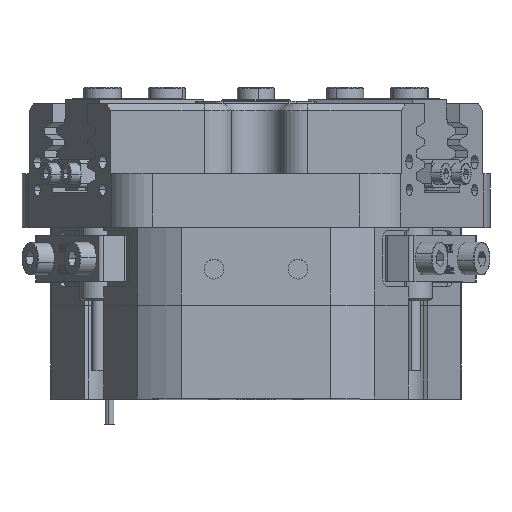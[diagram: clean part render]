
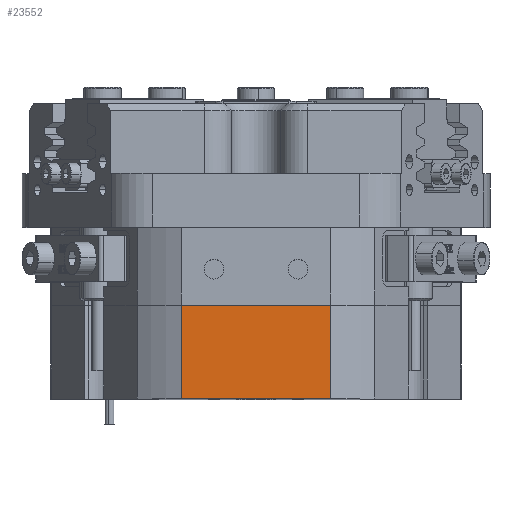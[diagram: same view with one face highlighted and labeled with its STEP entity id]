
A CAD part, top view. The second image highlights one B-rep face of the part: STEP entity #23552.
In plain terms, the highlighted planar face has unit normal (0, 0, 1).
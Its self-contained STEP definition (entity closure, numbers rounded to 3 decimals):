
#292 = ORIENTED_EDGE ( 'NONE', *, *, #37257, .T. ) ;
#1225 = VERTEX_POINT ( 'NONE', #5807 ) ;
#1468 = EDGE_CURVE ( 'NONE', #1225, #4014, #36217, .T. ) ;
#4014 = VERTEX_POINT ( 'NONE', #52871 ) ;
#4142 = DIRECTION ( 'NONE',  ( 0., 1., 0. ) ) ;
#4279 = DIRECTION ( 'NONE',  ( 0., 0., 1. ) ) ;
#5807 = CARTESIAN_POINT ( 'NONE',  ( -15.969, 20.1, 41. ) ) ;
#6792 = FACE_OUTER_BOUND ( 'NONE', #38888, .T. ) ;
#8500 = EDGE_CURVE ( 'NONE', #12283, #15521, #13803, .T. ) ;
#8643 = DIRECTION ( 'NONE',  ( 0., -1., 0. ) ) ;
#11433 = DIRECTION ( 'NONE',  ( 1., 0., 0. ) ) ;
#12283 = VERTEX_POINT ( 'NONE', #27255 ) ;
#12978 = LINE ( 'NONE', #58585, #41455 ) ;
#13803 = LINE ( 'NONE', #45409, #34470 ) ;
#15139 = ORIENTED_EDGE ( 'NONE', *, *, #48484, .T. ) ;
#15521 = VERTEX_POINT ( 'NONE', #41874 ) ;
#23508 = DIRECTION ( 'NONE',  ( 1., 0., 0. ) ) ;
#23552 = ADVANCED_FACE ( 'NONE', ( #6792 ), #40246, .T. ) ;
#27255 = CARTESIAN_POINT ( 'NONE',  ( -15.969, 0., 41. ) ) ;
#30622 = AXIS2_PLACEMENT_3D ( 'NONE', #31889, #4279, #54535 ) ;
#31889 = CARTESIAN_POINT ( 'NONE',  ( -71.014, 0., 41. ) ) ;
#33749 = CARTESIAN_POINT ( 'NONE',  ( 15.969, 20.1, 41. ) ) ;
#34470 = VECTOR ( 'NONE', #23508, 1000. ) ;
#36217 = LINE ( 'NONE', #56988, #38326 ) ;
#36969 = ORIENTED_EDGE ( 'NONE', *, *, #8500, .T. ) ;
#37257 = EDGE_CURVE ( 'NONE', #15521, #4014, #39141, .T. ) ;
#38326 = VECTOR ( 'NONE', #11433, 1000. ) ;
#38763 = ORIENTED_EDGE ( 'NONE', *, *, #1468, .F. ) ;
#38888 = EDGE_LOOP ( 'NONE', ( #15139, #36969, #292, #38763 ) ) ;
#39141 = LINE ( 'NONE', #33749, #49824 ) ;
#40246 = PLANE ( 'NONE',  #30622 ) ;
#41455 = VECTOR ( 'NONE', #8643, 1000. ) ;
#41874 = CARTESIAN_POINT ( 'NONE',  ( 15.969, 0., 41. ) ) ;
#45409 = CARTESIAN_POINT ( 'NONE',  ( 0., 0., 41. ) ) ;
#48484 = EDGE_CURVE ( 'NONE', #1225, #12283, #12978, .T. ) ;
#49824 = VECTOR ( 'NONE', #4142, 1000. ) ;
#52871 = CARTESIAN_POINT ( 'NONE',  ( 15.969, 20.1, 41. ) ) ;
#54535 = DIRECTION ( 'NONE',  ( 1., 0., 0. ) ) ;
#56988 = CARTESIAN_POINT ( 'NONE',  ( -71.014, 20.1, 41. ) ) ;
#58585 = CARTESIAN_POINT ( 'NONE',  ( -15.969, 20.1, 41. ) ) ;
